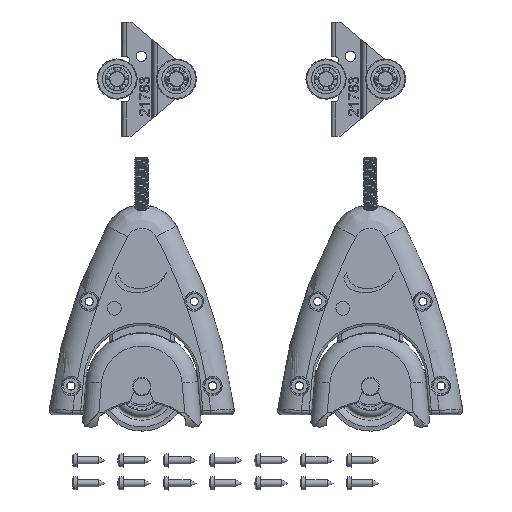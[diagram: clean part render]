
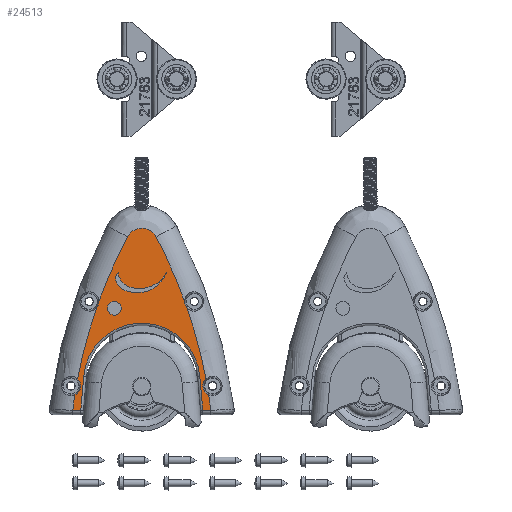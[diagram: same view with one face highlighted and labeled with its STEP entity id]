
A CAD part, top view. The second image highlights one B-rep face of the part: STEP entity #24513.
In plain terms, the highlighted planar face has unit normal (0, 0, 1).
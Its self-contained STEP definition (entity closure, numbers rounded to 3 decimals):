
#837=PLANE('',#26714);
#1117=FACE_BOUND('',#7029,.T.);
#1118=FACE_BOUND('',#7030,.T.);
#2259=LINE('',#48382,#3759);
#2261=LINE('',#48394,#3761);
#2268=LINE('',#48447,#3768);
#2269=LINE('',#48451,#3769);
#2270=LINE('',#48465,#3770);
#3759=VECTOR('',#31272,10.);
#3761=VECTOR('',#31286,10.);
#3768=VECTOR('',#31309,10.);
#3769=VECTOR('',#31314,10.);
#3770=VECTOR('',#31331,10.);
#5540=FACE_OUTER_BOUND('',#7028,.T.);
#7028=EDGE_LOOP('',(#20371,#20372,#20373,#20374,#20375,#20376,#20377,#20378,
#20379,#20380,#20381,#20382,#20383,#20384,#20385,#20386));
#7029=EDGE_LOOP('',(#20387,#20388,#20389,#20390,#20391,#20392));
#7030=EDGE_LOOP('',(#20393));
#8096=CIRCLE('',#26619,4.252);
#8105=CIRCLE('',#26631,4.252);
#8114=CIRCLE('',#26643,4.252);
#8123=CIRCLE('',#26655,4.252);
#8149=CIRCLE('',#26701,25.5);
#8155=CIRCLE('',#26715,220.427);
#8156=CIRCLE('',#26716,220.427);
#8157=CIRCLE('',#26717,220.427);
#8158=CIRCLE('',#26718,7.044);
#8159=CIRCLE('',#26719,220.427);
#8160=CIRCLE('',#26720,220.427);
#8161=CIRCLE('',#26721,220.427);
#8162=CIRCLE('',#26722,6.984);
#8163=CIRCLE('',#26723,7.442);
#8164=CIRCLE('',#26724,13.63);
#8165=CIRCLE('',#26725,13.906);
#8166=CIRCLE('',#26726,16.05);
#8167=CIRCLE('',#26727,3.);
#11154=VERTEX_POINT('',#47502);
#11155=VERTEX_POINT('',#47535);
#11164=VERTEX_POINT('',#47565);
#11165=VERTEX_POINT('',#47604);
#11174=VERTEX_POINT('',#47636);
#11175=VERTEX_POINT('',#47647);
#11184=VERTEX_POINT('',#47707);
#11185=VERTEX_POINT('',#47716);
#11234=VERTEX_POINT('',#48374);
#11236=VERTEX_POINT('',#48380);
#11238=VERTEX_POINT('',#48386);
#11240=VERTEX_POINT('',#48392);
#11246=VERTEX_POINT('',#48446);
#11247=VERTEX_POINT('',#48450);
#11248=VERTEX_POINT('',#48454);
#11249=VERTEX_POINT('',#48456);
#11250=VERTEX_POINT('',#48461);
#11251=VERTEX_POINT('',#48462);
#11252=VERTEX_POINT('',#48464);
#11253=VERTEX_POINT('',#48466);
#11254=VERTEX_POINT('',#48468);
#11255=VERTEX_POINT('',#48470);
#11256=VERTEX_POINT('',#48473);
#14370=EDGE_CURVE('',#11155,#11154,#8096,.T.);
#14382=EDGE_CURVE('',#11165,#11164,#8105,.T.);
#14394=EDGE_CURVE('',#11175,#11174,#8114,.T.);
#14406=EDGE_CURVE('',#11185,#11184,#8123,.T.);
#14485=EDGE_CURVE('',#11236,#11234,#2259,.T.);
#14488=EDGE_CURVE('',#11238,#11236,#8149,.T.);
#14491=EDGE_CURVE('',#11240,#11238,#2261,.T.);
#14503=EDGE_CURVE('',#11234,#11246,#2268,.T.);
#14505=EDGE_CURVE('',#11247,#11240,#2269,.T.);
#14506=EDGE_CURVE('',#11155,#11247,#8155,.T.);
#14507=EDGE_CURVE('',#11165,#11154,#8156,.T.);
#14508=EDGE_CURVE('',#11248,#11164,#8157,.T.);
#14509=EDGE_CURVE('',#11249,#11248,#8158,.T.);
#14510=EDGE_CURVE('',#11175,#11249,#8159,.T.);
#14511=EDGE_CURVE('',#11185,#11174,#8160,.T.);
#14512=EDGE_CURVE('',#11246,#11184,#8161,.T.);
#14513=EDGE_CURVE('',#11250,#11251,#8162,.T.);
#14514=EDGE_CURVE('',#11251,#11252,#2270,.T.);
#14515=EDGE_CURVE('',#11252,#11253,#8163,.T.);
#14516=EDGE_CURVE('',#11253,#11254,#8164,.T.);
#14517=EDGE_CURVE('',#11254,#11255,#8165,.T.);
#14518=EDGE_CURVE('',#11255,#11250,#8166,.T.);
#14519=EDGE_CURVE('',#11256,#11256,#8167,.T.);
#20371=ORIENTED_EDGE('',*,*,#14485,.F.);
#20372=ORIENTED_EDGE('',*,*,#14488,.F.);
#20373=ORIENTED_EDGE('',*,*,#14491,.F.);
#20374=ORIENTED_EDGE('',*,*,#14505,.F.);
#20375=ORIENTED_EDGE('',*,*,#14506,.F.);
#20376=ORIENTED_EDGE('',*,*,#14370,.T.);
#20377=ORIENTED_EDGE('',*,*,#14507,.F.);
#20378=ORIENTED_EDGE('',*,*,#14382,.T.);
#20379=ORIENTED_EDGE('',*,*,#14508,.F.);
#20380=ORIENTED_EDGE('',*,*,#14509,.F.);
#20381=ORIENTED_EDGE('',*,*,#14510,.F.);
#20382=ORIENTED_EDGE('',*,*,#14394,.T.);
#20383=ORIENTED_EDGE('',*,*,#14511,.F.);
#20384=ORIENTED_EDGE('',*,*,#14406,.T.);
#20385=ORIENTED_EDGE('',*,*,#14512,.F.);
#20386=ORIENTED_EDGE('',*,*,#14503,.F.);
#20387=ORIENTED_EDGE('',*,*,#14513,.T.);
#20388=ORIENTED_EDGE('',*,*,#14514,.T.);
#20389=ORIENTED_EDGE('',*,*,#14515,.T.);
#20390=ORIENTED_EDGE('',*,*,#14516,.T.);
#20391=ORIENTED_EDGE('',*,*,#14517,.T.);
#20392=ORIENTED_EDGE('',*,*,#14518,.T.);
#20393=ORIENTED_EDGE('',*,*,#14519,.T.);
#24513=ADVANCED_FACE('',(#5540,#1117,#1118),#837,.T.);
#26619=AXIS2_PLACEMENT_3D('',#47536,#31084,#31085);
#26631=AXIS2_PLACEMENT_3D('',#47605,#31109,#31110);
#26643=AXIS2_PLACEMENT_3D('',#47648,#31134,#31135);
#26655=AXIS2_PLACEMENT_3D('',#47717,#31159,#31160);
#26701=AXIS2_PLACEMENT_3D('',#48388,#31278,#31279);
#26714=AXIS2_PLACEMENT_3D('',#48449,#31312,#31313);
#26715=AXIS2_PLACEMENT_3D('',#48452,#31315,#31316);
#26716=AXIS2_PLACEMENT_3D('',#48453,#31317,#31318);
#26717=AXIS2_PLACEMENT_3D('',#48455,#31319,#31320);
#26718=AXIS2_PLACEMENT_3D('',#48457,#31321,#31322);
#26719=AXIS2_PLACEMENT_3D('',#48458,#31323,#31324);
#26720=AXIS2_PLACEMENT_3D('',#48459,#31325,#31326);
#26721=AXIS2_PLACEMENT_3D('',#48460,#31327,#31328);
#26722=AXIS2_PLACEMENT_3D('',#48463,#31329,#31330);
#26723=AXIS2_PLACEMENT_3D('',#48467,#31332,#31333);
#26724=AXIS2_PLACEMENT_3D('',#48469,#31334,#31335);
#26725=AXIS2_PLACEMENT_3D('',#48471,#31336,#31337);
#26726=AXIS2_PLACEMENT_3D('',#48472,#31338,#31339);
#26727=AXIS2_PLACEMENT_3D('',#48474,#31340,#31341);
#31084=DIRECTION('center_axis',(0.,0.,-1.));
#31085=DIRECTION('ref_axis',(0.,1.,0.));
#31109=DIRECTION('center_axis',(0.,0.,-1.));
#31110=DIRECTION('ref_axis',(0.,1.,0.));
#31134=DIRECTION('center_axis',(0.,0.,-1.));
#31135=DIRECTION('ref_axis',(0.,1.,0.));
#31159=DIRECTION('center_axis',(0.,0.,-1.));
#31160=DIRECTION('ref_axis',(0.,1.,0.));
#31272=DIRECTION('',(-0.087,-0.996,0.));
#31278=DIRECTION('center_axis',(0.,0.,1.));
#31279=DIRECTION('ref_axis',(0.,1.,0.));
#31286=DIRECTION('',(-0.087,0.996,0.));
#31309=DIRECTION('',(-1.,0.,0.));
#31312=DIRECTION('center_axis',(0.,0.,1.));
#31313=DIRECTION('ref_axis',(1.,0.,0.));
#31314=DIRECTION('',(-1.,0.,0.));
#31315=DIRECTION('center_axis',(0.,0.,-1.));
#31316=DIRECTION('ref_axis',(0.956,0.295,0.));
#31317=DIRECTION('center_axis',(0.,0.,-1.));
#31318=DIRECTION('ref_axis',(0.956,0.295,0.));
#31319=DIRECTION('center_axis',(0.,0.,-1.));
#31320=DIRECTION('ref_axis',(0.956,0.295,0.));
#31321=DIRECTION('center_axis',(0.,0.,-1.));
#31322=DIRECTION('ref_axis',(0.,1.,0.));
#31323=DIRECTION('center_axis',(0.,0.,-1.));
#31324=DIRECTION('ref_axis',(-0.956,0.295,0.));
#31325=DIRECTION('center_axis',(0.,0.,-1.));
#31326=DIRECTION('ref_axis',(-0.956,0.295,0.));
#31327=DIRECTION('center_axis',(0.,0.,-1.));
#31328=DIRECTION('ref_axis',(-0.956,0.295,0.));
#31329=DIRECTION('center_axis',(0.,0.,-1.));
#31330=DIRECTION('ref_axis',(0.994,0.11,0.));
#31331=DIRECTION('',(0.481,0.877,0.));
#31332=DIRECTION('center_axis',(0.,0.,1.));
#31333=DIRECTION('ref_axis',(-0.996,-0.088,0.));
#31334=DIRECTION('center_axis',(0.,0.,1.));
#31335=DIRECTION('ref_axis',(-0.262,-0.965,0.));
#31336=DIRECTION('center_axis',(0.,0.,-1.));
#31337=DIRECTION('ref_axis',(-0.192,0.981,0.));
#31338=DIRECTION('center_axis',(0.,0.,-1.));
#31339=DIRECTION('ref_axis',(0.277,0.961,0.));
#31340=DIRECTION('center_axis',(0.,0.,-1.));
#31341=DIRECTION('ref_axis',(-1.,0.,0.));
#47502=CARTESIAN_POINT('',(28.066,21.077,14.));
#47535=CARTESIAN_POINT('',(29.271,14.115,14.));
#47536=CARTESIAN_POINT('Origin',(31.,18.,14.));
#47565=CARTESIAN_POINT('',(18.749,55.074,14.));
#47604=CARTESIAN_POINT('',(19.745,52.264,14.));
#47605=CARTESIAN_POINT('Origin',(23.,55.,14.));
#47636=CARTESIAN_POINT('',(-19.745,52.264,14.));
#47647=CARTESIAN_POINT('',(-18.749,55.074,14.));
#47648=CARTESIAN_POINT('Origin',(-23.,55.,14.));
#47707=CARTESIAN_POINT('',(-29.271,14.115,14.));
#47716=CARTESIAN_POINT('',(-28.066,21.077,14.));
#47717=CARTESIAN_POINT('Origin',(-31.,18.,14.));
#48374=CARTESIAN_POINT('',(-26.7,7.4,14.));
#48380=CARTESIAN_POINT('',(-25.403,22.222,14.));
#48382=CARTESIAN_POINT('',(-23.939,38.957,14.));
#48386=CARTESIAN_POINT('',(25.403,22.222,14.));
#48388=CARTESIAN_POINT('Origin',(0.,20.,14.));
#48392=CARTESIAN_POINT('',(26.7,7.4,14.));
#48394=CARTESIAN_POINT('',(24.671,30.589,14.));
#48446=CARTESIAN_POINT('',(-30.217,7.4,14.));
#48447=CARTESIAN_POINT('',(20.047,7.4,14.));
#48449=CARTESIAN_POINT('Origin',(0.,53.725,
14.));
#48450=CARTESIAN_POINT('',(30.217,7.4,14.));
#48451=CARTESIAN_POINT('',(20.047,7.4,14.));
#48452=CARTESIAN_POINT('Origin',(-188.5,-20.,14.));
#48453=CARTESIAN_POINT('Origin',(-188.5,-20.,14.));
#48454=CARTESIAN_POINT('',(6.223,83.301,14.));
#48455=CARTESIAN_POINT('Origin',(-188.5,-20.,14.));
#48456=CARTESIAN_POINT('',(-6.223,83.301,14.));
#48457=CARTESIAN_POINT('Origin',(0.,80.,14.));
#48458=CARTESIAN_POINT('Origin',(188.5,-20.,14.));
#48459=CARTESIAN_POINT('Origin',(188.5,-20.,14.));
#48460=CARTESIAN_POINT('Origin',(188.5,-20.,14.));
#48461=CARTESIAN_POINT('',(-6.317,59.442,14.));
#48462=CARTESIAN_POINT('',(-11.57,65.451,14.));
#48463=CARTESIAN_POINT('Origin',(-4.628,66.218,14.));
#48464=CARTESIAN_POINT('',(-10.36,67.655,14.));
#48465=CARTESIAN_POINT('',(-12.099,64.487,14.));
#48466=CARTESIAN_POINT('',(-4.628,61.062,14.));
#48467=CARTESIAN_POINT('Origin',(-2.947,68.312,14.));
#48468=CARTESIAN_POINT('',(10.867,67.612,14.));
#48469=CARTESIAN_POINT('Origin',(-1.056,74.215,14.));
#48470=CARTESIAN_POINT('',(0.572,59.,14.));
#48471=CARTESIAN_POINT('Origin',(-2.095,72.648,14.));
#48472=CARTESIAN_POINT('Origin',(-1.87,74.863,14.));
#48473=CARTESIAN_POINT('',(-9.,52.,14.));
#48474=CARTESIAN_POINT('Origin',(-12.,52.,14.));
